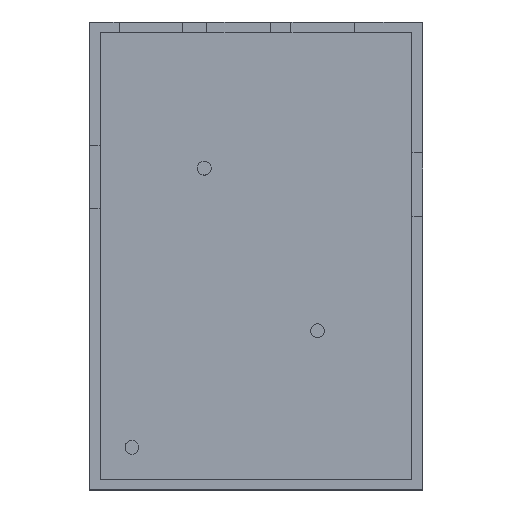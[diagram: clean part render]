
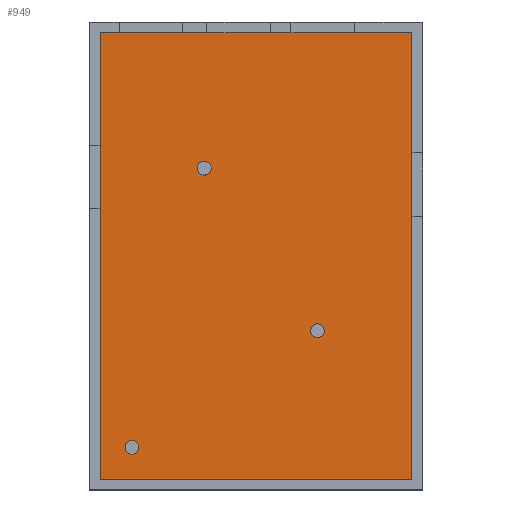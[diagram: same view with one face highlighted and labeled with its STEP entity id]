
A CAD part, top view. The second image highlights one B-rep face of the part: STEP entity #949.
In plain terms, the highlighted planar face has unit normal (0, 0, 1).
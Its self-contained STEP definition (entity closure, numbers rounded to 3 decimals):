
#21=CIRCLE('',#1011,1.299);
#22=CIRCLE('',#1013,1.299);
#23=CIRCLE('',#1015,1.299);
#30=FACE_BOUND('',#135,.T.);
#31=FACE_BOUND('',#136,.T.);
#32=FACE_BOUND('',#137,.T.);
#80=FACE_OUTER_BOUND('',#134,.T.);
#134=EDGE_LOOP('',(#850,#851,#852,#853));
#135=EDGE_LOOP('',(#854));
#136=EDGE_LOOP('',(#855));
#137=EDGE_LOOP('',(#856));
#236=LINE('',#1451,#359);
#245=LINE('',#1466,#368);
#255=LINE('',#1489,#378);
#260=LINE('',#1513,#383);
#359=VECTOR('',#1176,10.);
#368=VECTOR('',#1187,10.);
#378=VECTOR('',#1217,10.);
#383=VECTOR('',#1248,10.);
#454=VERTEX_POINT('',#1448);
#455=VERTEX_POINT('',#1450);
#460=VERTEX_POINT('',#1464);
#463=VERTEX_POINT('',#1488);
#467=VERTEX_POINT('',#1501);
#468=VERTEX_POINT('',#1505);
#469=VERTEX_POINT('',#1509);
#568=EDGE_CURVE('',#455,#454,#236,.T.);
#577=EDGE_CURVE('',#454,#460,#245,.T.);
#587=EDGE_CURVE('',#463,#455,#255,.T.);
#592=EDGE_CURVE('',#467,#467,#21,.T.);
#594=EDGE_CURVE('',#468,#468,#22,.T.);
#596=EDGE_CURVE('',#469,#469,#23,.T.);
#598=EDGE_CURVE('',#460,#463,#260,.T.);
#850=ORIENTED_EDGE('',*,*,#598,.T.);
#851=ORIENTED_EDGE('',*,*,#587,.T.);
#852=ORIENTED_EDGE('',*,*,#568,.T.);
#853=ORIENTED_EDGE('',*,*,#577,.T.);
#854=ORIENTED_EDGE('',*,*,#592,.T.);
#855=ORIENTED_EDGE('',*,*,#594,.T.);
#856=ORIENTED_EDGE('',*,*,#596,.T.);
#901=PLANE('',#1017);
#949=ADVANCED_FACE('',(#80,#30,#31,#32),#901,.T.);
#1011=AXIS2_PLACEMENT_3D('',#1502,#1233,#1234);
#1013=AXIS2_PLACEMENT_3D('',#1506,#1238,#1239);
#1015=AXIS2_PLACEMENT_3D('',#1510,#1243,#1244);
#1017=AXIS2_PLACEMENT_3D('',#1514,#1249,#1250);
#1176=DIRECTION('',(-1.,0.,0.));
#1187=DIRECTION('',(0.,-1.,0.));
#1217=DIRECTION('',(0.,1.,0.));
#1233=DIRECTION('center_axis',(0.,0.,-1.));
#1234=DIRECTION('ref_axis',(-1.,0.,0.));
#1238=DIRECTION('center_axis',(0.,0.,-1.));
#1239=DIRECTION('ref_axis',(-1.,0.,0.));
#1243=DIRECTION('center_axis',(0.,0.,-1.));
#1244=DIRECTION('ref_axis',(-1.,0.,0.));
#1248=DIRECTION('',(1.,0.,0.));
#1249=DIRECTION('center_axis',(0.,0.,1.));
#1250=DIRECTION('ref_axis',(1.,0.,0.));
#1448=CARTESIAN_POINT('',(3.,87.2,3.));
#1450=CARTESIAN_POINT('',(61.8,87.2,3.));
#1451=CARTESIAN_POINT('',(17.7,87.2,3.));
#1464=CARTESIAN_POINT('',(3.,3.,3.));
#1466=CARTESIAN_POINT('',(3.,24.05,3.));
#1488=CARTESIAN_POINT('',(61.8,3.,3.));
#1489=CARTESIAN_POINT('',(61.8,66.15,3.));
#1501=CARTESIAN_POINT('',(23.944,61.658,3.));
#1502=CARTESIAN_POINT('Origin',(22.645,61.658,3.));
#1505=CARTESIAN_POINT('',(45.299,31.,3.));
#1506=CARTESIAN_POINT('Origin',(44.,31.,3.));
#1509=CARTESIAN_POINT('',(10.299,9.,3.));
#1510=CARTESIAN_POINT('Origin',(9.,9.,3.));
#1513=CARTESIAN_POINT('',(47.1,3.,3.));
#1514=CARTESIAN_POINT('Origin',(32.4,45.1,3.));
